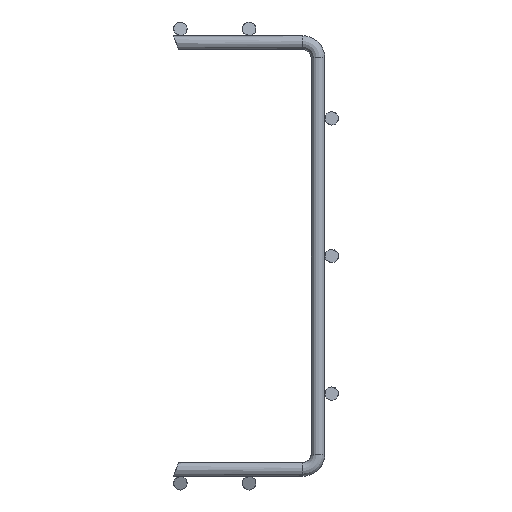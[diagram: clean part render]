
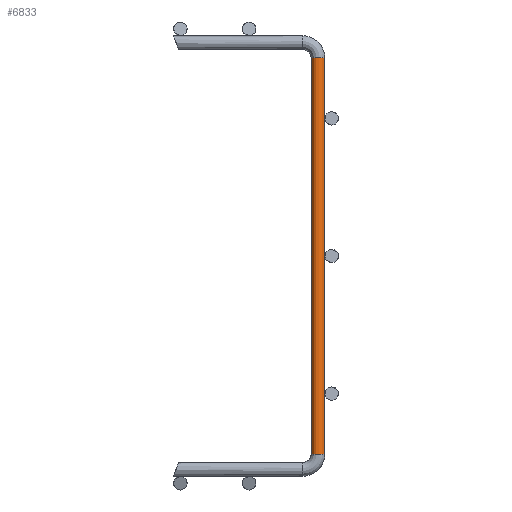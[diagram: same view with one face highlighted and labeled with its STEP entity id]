
A CAD part, left-side view. The second image highlights one B-rep face of the part: STEP entity #6833.
In plain terms, the highlighted cylindrical face has radius 2.5 mm (diameter 5 mm), a partial arc.
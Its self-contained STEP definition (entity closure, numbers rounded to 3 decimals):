
#68 = CARTESIAN_POINT ( 'NONE',  ( 0., -5., 72. ) ) ;
#154 = EDGE_CURVE ( 'NONE', #9939, #9187, #1627, .T. ) ;
#222 = VECTOR ( 'NONE', #4799, 1000. ) ;
#416 = AXIS2_PLACEMENT_3D ( 'NONE', #10074, #2916, #7485 ) ;
#599 = ORIENTED_EDGE ( 'NONE', *, *, #10121, .T. ) ;
#1154 = DIRECTION ( 'NONE',  ( 0., 0., -1. ) ) ;
#1189 = EDGE_CURVE ( 'NONE', #3986, #9939, #7022, .T. ) ;
#1627 = LINE ( 'NONE', #3084, #222 ) ;
#1700 = CARTESIAN_POINT ( 'NONE',  ( 0., -2.5, 72. ) ) ;
#2098 = DIRECTION ( 'NONE',  ( 0., 0., -1. ) ) ;
#2172 = FACE_OUTER_BOUND ( 'NONE', #5153, .T. ) ;
#2485 = DIRECTION ( 'NONE',  ( 0., -1., 0. ) ) ;
#2916 = DIRECTION ( 'NONE',  ( 0., 0., 1. ) ) ;
#3082 = EDGE_CURVE ( 'NONE', #3986, #8555, #10018, .T. ) ;
#3084 = CARTESIAN_POINT ( 'NONE',  ( 0., -5., 72. ) ) ;
#3583 = DIRECTION ( 'NONE',  ( 0., 1., 0. ) ) ;
#3986 = VERTEX_POINT ( 'NONE', #6279 ) ;
#4799 = DIRECTION ( 'NONE',  ( 0., 0., -1. ) ) ;
#5153 = EDGE_LOOP ( 'NONE', ( #7461, #8712, #9326, #599 ) ) ;
#5455 = VECTOR ( 'NONE', #2098, 1000. ) ;
#5664 = DIRECTION ( 'NONE',  ( 0., 0., 1. ) ) ;
#6098 = CARTESIAN_POINT ( 'NONE',  ( 0., 0., -72. ) ) ;
#6279 = CARTESIAN_POINT ( 'NONE',  ( 0., 0., 72. ) ) ;
#6668 = AXIS2_PLACEMENT_3D ( 'NONE', #9203, #1154, #3583 ) ;
#6833 = ADVANCED_FACE ( 'NONE', ( #2172 ), #9893, .T. ) ;
#7022 = CIRCLE ( 'NONE', #9134, 2.5 ) ;
#7302 = CARTESIAN_POINT ( 'NONE',  ( 0., -5., -72. ) ) ;
#7461 = ORIENTED_EDGE ( 'NONE', *, *, #154, .F. ) ;
#7485 = DIRECTION ( 'NONE',  ( 0., -1., 0. ) ) ;
#8555 = VERTEX_POINT ( 'NONE', #6098 ) ;
#8712 = ORIENTED_EDGE ( 'NONE', *, *, #1189, .F. ) ;
#8719 = CIRCLE ( 'NONE', #416, 2.5 ) ;
#9134 = AXIS2_PLACEMENT_3D ( 'NONE', #1700, #5664, #2485 ) ;
#9187 = VERTEX_POINT ( 'NONE', #7302 ) ;
#9203 = CARTESIAN_POINT ( 'NONE',  ( 0., -2.5, 72. ) ) ;
#9326 = ORIENTED_EDGE ( 'NONE', *, *, #3082, .T. ) ;
#9893 = CYLINDRICAL_SURFACE ( 'NONE', #6668, 2.5 ) ;
#9922 = CARTESIAN_POINT ( 'NONE',  ( 0., 0., 72. ) ) ;
#9939 = VERTEX_POINT ( 'NONE', #68 ) ;
#10018 = LINE ( 'NONE', #9922, #5455 ) ;
#10074 = CARTESIAN_POINT ( 'NONE',  ( 0., -2.5, -72. ) ) ;
#10121 = EDGE_CURVE ( 'NONE', #8555, #9187, #8719, .T. ) ;
